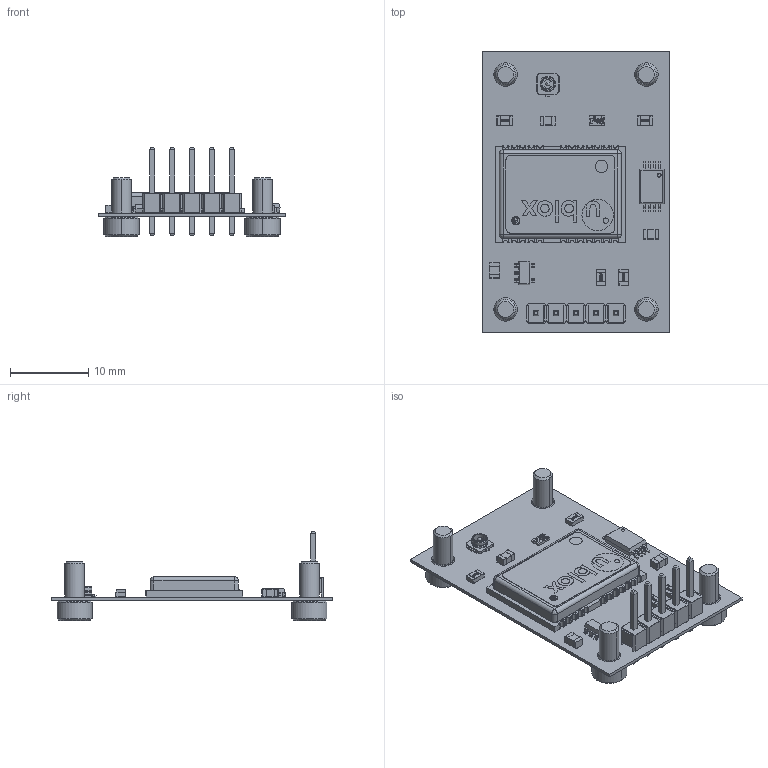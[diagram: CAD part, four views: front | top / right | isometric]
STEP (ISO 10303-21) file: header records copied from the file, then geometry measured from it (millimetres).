
FILE_DESCRIPTION(('Open CASCADE Model'),'2;1');
FILE_NAME('Open CASCADE Shape Model','2022-11-15T15:17:53',('Author'),( 'Open CASCADE'),'Open CASCADE STEP processor 7.5','Open CASCADE 7.5' ,'Unknown');
FILE_SCHEMA(('AUTOMOTIVE_DESIGN { 1 0 10303 214 1 1 1 1 }'));
Length unit declared in the file: millimetre
Products named in the file (27): PCB; Board; Open CASCADE STEP translator 7.5 1.1.1; X1; 1X1_M; U2; User Library-SOT-23-5-1; U1; User Library-tsop8; U3; User Library-UBLOX_GPS_NEO-6M; R4; User Library-SMD RESISTOR-0805; R3; R2; R1; L1; User Library-ind_0805; E1; User Library-1909763-1; D1; User Library-Wurth Elektronik WL-SMCW 0805 (2012) LED Base (Separate 
Lens); C2; User Library-CAPC2013X10; C1; Free-Models; TR Fastenings Ltd-M2_5X5MM
Assembly tree (37 placements, depth 3):
  PCB
    Board
      Open CASCADE STEP translator 7.5 1.1.1
    X1
      1X1_M  x5
    U2
      User Library-SOT-23-5-1
    U1
      User Library-tsop8
    U3
      User Library-UBLOX_GPS_NEO-6M
    R4
      User Library-SMD RESISTOR-0805
    R3
      User Library-SMD RESISTOR-0805
    R2
      User Library-SMD RESISTOR-0805
    R1
      User Library-SMD RESISTOR-0805
    L1
      User Library-ind_0805
    E1
      User Library-1909763-1
    D1
      User Library-Wurth Elektronik WL-SMCW 0805 (2012) LED Base (Separate 
Lens)
    C2
      User Library-CAPC2013X10
    C1
      User Library-CAPC2013X10
    Free-Models
      TR Fastenings Ltd-M2_5X5MM  x4
Bounding box: 24 x 36 x 11.39 mm (x, y, z)
Volume: 1177.1 mm3; surface area: 3750.3 mm2
Topology: 72 solids, 74 shells, 2081 faces, 5250 edges, 3255 vertices
Faces by surface type: plane 1240, cylinder 397, bspline 342, cone 76, torus 16, sphere 10
Full cylindrical faces by diameter (mm): 1 x5, 3 x4
Entity records: 50838 total; most frequent: CARTESIAN_POINT 13869, ORIENTED_EDGE 6496, DIRECTION 5994, EDGE_CURVE 3249, LINE 2418, VECTOR 2418, VERTEX_POINT 2108, AXIS2_PLACEMENT_3D 1788
